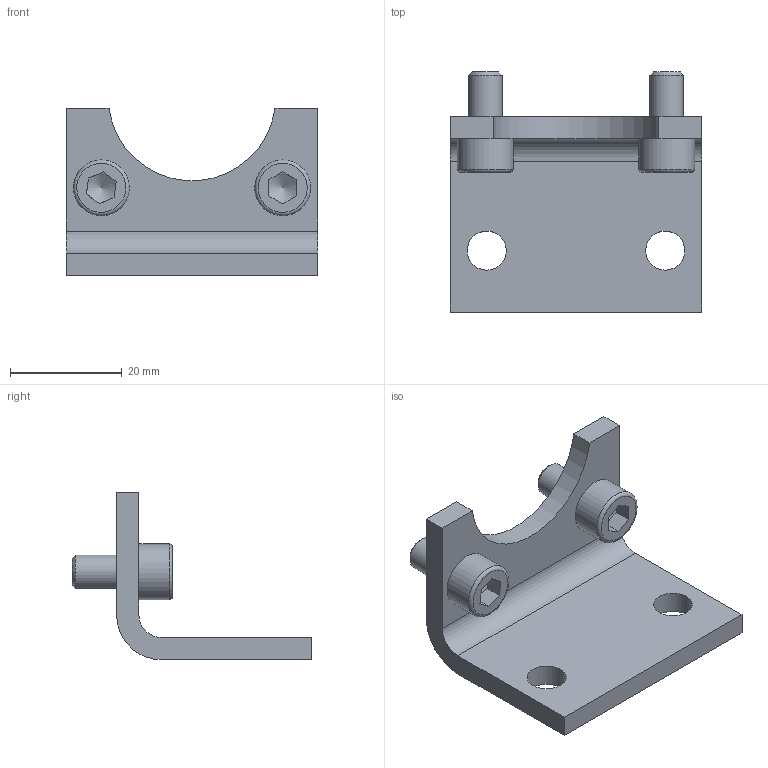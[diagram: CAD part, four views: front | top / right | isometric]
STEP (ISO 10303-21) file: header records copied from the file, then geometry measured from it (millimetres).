
FILE_DESCRIPTION(/* description */ (''),/* implementation_level */ '2;1');
FILE_NAME(/* name */ 'CAD_69597.stp',/* time_stamp */ '2016-06-22T10:23:18+02:00',/* author */ ('Hypex'),/* organization */ ('Hypex'),/* preprocessor_version */ 'ST-DEVELOPER v16.1',/* originating_system */ 'Autodesk Inventor 2016',/* authorisation */ '');
FILE_SCHEMA (('AUTOMOTIVE_DESIGN { 1 0 10303 214 3 1 1 }'));
Length unit declared in the file: millimetre
Products named in the file (1): CAD_69597
Bounding box: 45 x 43 x 30 mm (x, y, z)
Volume: 10178.3 mm3; surface area: 6659.9 mm2
Topology: 1 solids, 1 shells, 46 faces, 106 edges, 68 vertices
Faces by surface type: plane 27, cylinder 11, torus 4, cone 4
Full cylindrical faces by diameter (mm): 6 x2, 7 x4, 10 x2
Entity records: 1269 total; most frequent: CARTESIAN_POINT 225, DIRECTION 198, ORIENTED_EDGE 176, EDGE_CURVE 88, AXIS2_PLACEMENT_3D 75, EDGE_LOOP 72, VERTEX_POINT 66, LINE 48
